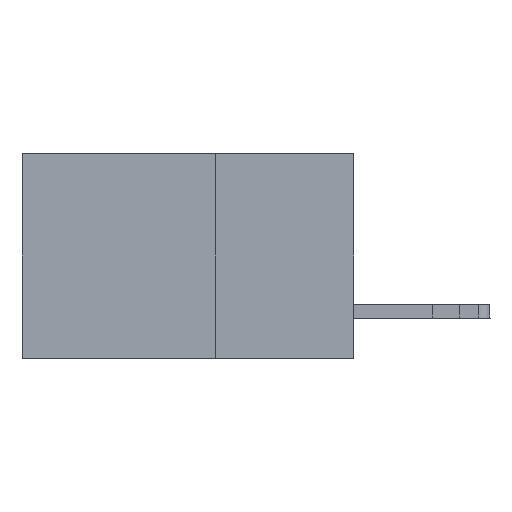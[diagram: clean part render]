
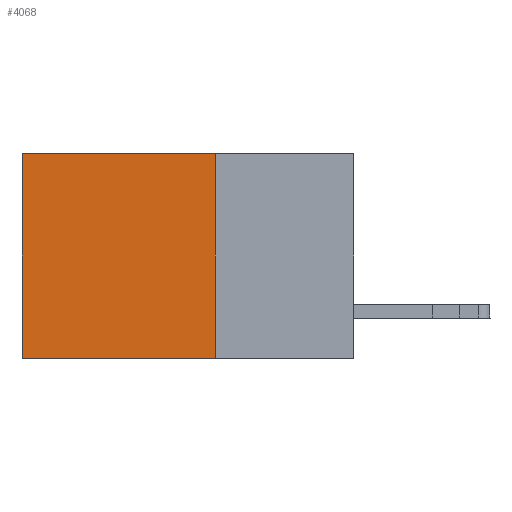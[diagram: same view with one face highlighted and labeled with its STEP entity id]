
A CAD part, left-side view. The second image highlights one B-rep face of the part: STEP entity #4068.
In plain terms, the highlighted planar face has unit normal (-1, 0, 0).
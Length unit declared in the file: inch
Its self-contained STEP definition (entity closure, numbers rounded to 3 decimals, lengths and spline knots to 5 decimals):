
#1385 = CARTESIAN_POINT ( 'NONE',  ( 0.2875, 0.25, -0.37 ) ) ;
#2319 = VERTEX_POINT ( 'NONE', #1385 ) ;
#2683 = LINE ( 'NONE', #7793, #11351 ) ;
#2714 = LINE ( 'NONE', #32960, #29774 ) ;
#4068 = ADVANCED_FACE ( 'NONE', ( #20110 ), #29124, .F. ) ;
#4911 = LINE ( 'NONE', #26927, #17263 ) ;
#5153 = AXIS2_PLACEMENT_3D ( 'NONE', #29245, #13613, #31870 ) ;
#6145 = ORIENTED_EDGE ( 'NONE', *, *, #29090, .T. ) ;
#7636 = EDGE_LOOP ( 'NONE', ( #6145, #11926, #7756, #9274 ) ) ;
#7756 = ORIENTED_EDGE ( 'NONE', *, *, #24812, .F. ) ;
#7793 = CARTESIAN_POINT ( 'NONE',  ( 0.2875, 0.25, 0. ) ) ;
#9274 = ORIENTED_EDGE ( 'NONE', *, *, #29178, .T. ) ;
#10112 = DIRECTION ( 'NONE',  ( 0., 0., -1. ) ) ;
#11351 = VECTOR ( 'NONE', #25876, 39.37008 ) ;
#11382 = EDGE_CURVE ( 'NONE', #2319, #29821, #2714, .T. ) ;
#11480 = CARTESIAN_POINT ( 'NONE',  ( 0.2875, 0.6, 0. ) ) ;
#11926 = ORIENTED_EDGE ( 'NONE', *, *, #11382, .F. ) ;
#12165 = VECTOR ( 'NONE', #10112, 39.37008 ) ;
#13154 = VERTEX_POINT ( 'NONE', #11480 ) ;
#13613 = DIRECTION ( 'NONE',  ( 1., 0., 0. ) ) ;
#17263 = VECTOR ( 'NONE', #21594, 39.37008 ) ;
#19157 = LINE ( 'NONE', #23167, #12165 ) ;
#20110 = FACE_OUTER_BOUND ( 'NONE', #7636, .T. ) ;
#20721 = CARTESIAN_POINT ( 'NONE',  ( 0.2875, 0.6, -0.37 ) ) ;
#21594 = DIRECTION ( 'NONE',  ( 0., 0., -1. ) ) ;
#22595 = DIRECTION ( 'NONE',  ( 0., 1., 0. ) ) ;
#23167 = CARTESIAN_POINT ( 'NONE',  ( 0.2875, 0.6, 0. ) ) ;
#24812 = EDGE_CURVE ( 'NONE', #32296, #2319, #4911, .T. ) ;
#25310 = CARTESIAN_POINT ( 'NONE',  ( 0.2875, 0.25, 0. ) ) ;
#25876 = DIRECTION ( 'NONE',  ( 0., 1., 0. ) ) ;
#26927 = CARTESIAN_POINT ( 'NONE',  ( 0.2875, 0.25, 0. ) ) ;
#29090 = EDGE_CURVE ( 'NONE', #13154, #29821, #19157, .T. ) ;
#29124 = PLANE ( 'NONE',  #5153 ) ;
#29178 = EDGE_CURVE ( 'NONE', #32296, #13154, #2683, .T. ) ;
#29245 = CARTESIAN_POINT ( 'NONE',  ( 0.2875, 0.25, 0. ) ) ;
#29774 = VECTOR ( 'NONE', #22595, 39.37008 ) ;
#29821 = VERTEX_POINT ( 'NONE', #20721 ) ;
#31870 = DIRECTION ( 'NONE',  ( 0., 0., -1. ) ) ;
#32296 = VERTEX_POINT ( 'NONE', #25310 ) ;
#32960 = CARTESIAN_POINT ( 'NONE',  ( 0.2875, 0.25, -0.37 ) ) ;
